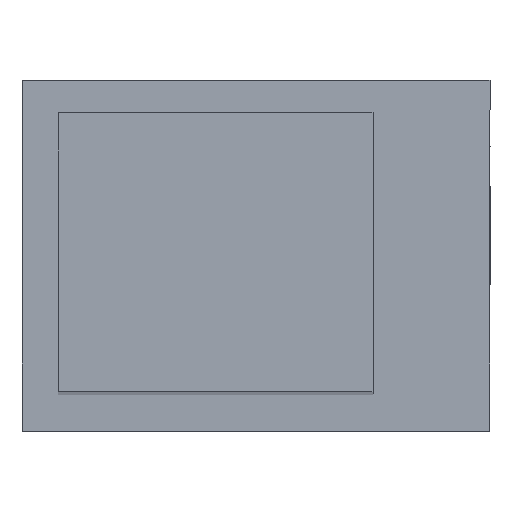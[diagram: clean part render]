
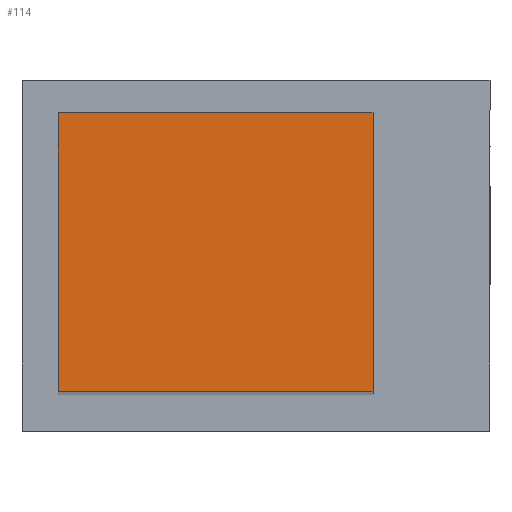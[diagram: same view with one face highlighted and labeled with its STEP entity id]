
A CAD part, top view. The second image highlights one B-rep face of the part: STEP entity #114.
In plain terms, the highlighted planar face has unit normal (0, 0, 1).
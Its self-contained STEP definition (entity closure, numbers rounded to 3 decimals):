
#45=LINE('',#619,#73);
#46=LINE('',#622,#74);
#47=LINE('',#624,#75);
#48=LINE('',#626,#76);
#73=VECTOR('',#506,1.);
#74=VECTOR('',#507,1.);
#75=VECTOR('',#508,1.);
#76=VECTOR('',#509,1.);
#102=FACE_OUTER_BOUND('',#181,.T.);
#114=ADVANCED_FACE('',(#102),#138,.T.);
#138=PLANE('',#451);
#181=EDGE_LOOP('',(#219,#220,#221,#222));
#219=ORIENTED_EDGE('',*,*,#340,.F.);
#220=ORIENTED_EDGE('',*,*,#341,.T.);
#221=ORIENTED_EDGE('',*,*,#342,.T.);
#222=ORIENTED_EDGE('',*,*,#343,.T.);
#305=VERTEX_POINT('',#620);
#306=VERTEX_POINT('',#621);
#307=VERTEX_POINT('',#623);
#308=VERTEX_POINT('',#625);
#340=EDGE_CURVE('',#305,#306,#45,.T.);
#341=EDGE_CURVE('',#305,#307,#46,.T.);
#342=EDGE_CURVE('',#307,#308,#47,.T.);
#343=EDGE_CURVE('',#308,#306,#48,.T.);
#451=AXIS2_PLACEMENT_3D('',#627,#510,#511);
#506=DIRECTION('',(0.,-1.,0.));
#507=DIRECTION('',(-1.,0.,0.));
#508=DIRECTION('',(0.,-1.,0.));
#509=DIRECTION('',(1.,0.,0.));
#510=DIRECTION('',(0.,0.,1.));
#511=DIRECTION('',(0.,1.,0.));
#619=CARTESIAN_POINT('',(0.,10.763,0.));
#620=CARTESIAN_POINT('',(0.,9.525,0.));
#621=CARTESIAN_POINT('',(0.,0.,0.));
#622=CARTESIAN_POINT('',(0.,9.525,0.));
#623=CARTESIAN_POINT('',(-10.763,9.525,0.));
#624=CARTESIAN_POINT('',(-10.763,9.525,0.));
#625=CARTESIAN_POINT('',(-10.763,0.,0.));
#626=CARTESIAN_POINT('',(0.,0.,0.));
#627=CARTESIAN_POINT('',(0.,10.763,0.));
